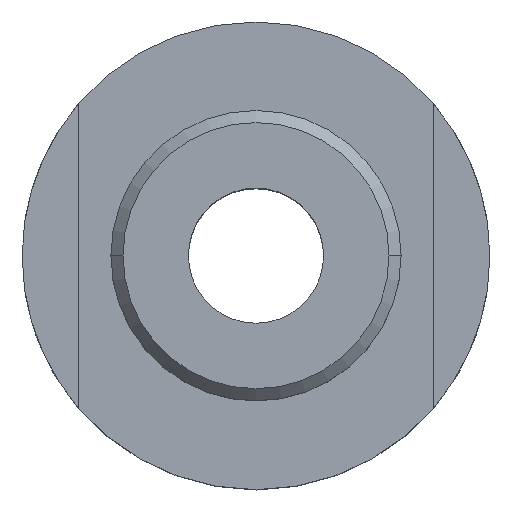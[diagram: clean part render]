
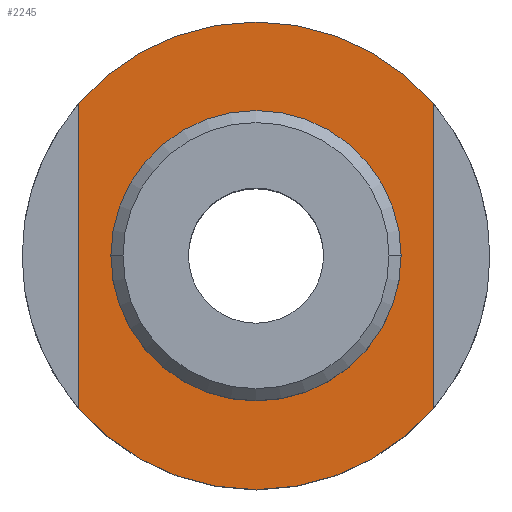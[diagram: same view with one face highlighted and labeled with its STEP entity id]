
A CAD part, top view. The second image highlights one B-rep face of the part: STEP entity #2245.
In plain terms, the highlighted planar face has unit normal (0, 0, 1).
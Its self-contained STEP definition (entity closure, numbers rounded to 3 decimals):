
#859=VERTEX_POINT('',#2486);
#915=VERTEX_POINT('',#2546);
#1001=EDGE_CURVE('',#915,#859,#2639,.T.);
#1029=VERTEX_POINT('',#2669);
#1097=EDGE_CURVE('',#859,#915,#2752,.T.);
#1211=EDGE_CURVE('',#1449,#1393,#2877,.T.);
#1393=VERTEX_POINT('',#3076);
#1449=VERTEX_POINT('',#3140);
#1451=EDGE_CURVE('',#1619,#1029,#3142,.T.);
#1619=VERTEX_POINT('',#3336);
#1911=EDGE_CURVE('',#1393,#1619,#3671,.T.);
#1999=EDGE_CURVE('',#1029,#1449,#3770,.T.);
#2245=ADVANCED_FACE('',(#4046,#4047),#4048,.T.);
#2486=CARTESIAN_POINT('',(-9.,0.,12.0));
#2546=CARTESIAN_POINT('',(9.,0.,12.0));
#2639=CIRCLE('',#4527,9.);
#2669=CARTESIAN_POINT('',(11.0,9.447,12.0));
#2752=CIRCLE('',#4668,9.);
#2877=LINE('',#4835,#4836);
#3076=CARTESIAN_POINT('',(-11.0,-9.447,12.0));
#3140=CARTESIAN_POINT('',(-11.0,9.447,12.0));
#3142=LINE('',#5173,#5174);
#3336=CARTESIAN_POINT('',(11.0,-9.447,12.0));
#3671=CIRCLE('',#5843,14.5);
#3770=CIRCLE('',#5968,14.5);
#4046=FACE_OUTER_BOUND('',#6319,.T.);
#4047=FACE_BOUND('',#6320,.T.);
#4048=PLANE('',#6321);
#4527=AXIS2_PLACEMENT_3D('',#6818,#6819,#6820);
#4668=AXIS2_PLACEMENT_3D('',#6990,#6991,#6992);
#4835=CARTESIAN_POINT('',(-11.0,-4.724,12.0));
#4836=VECTOR('',#7141,1.0);
#5173=CARTESIAN_POINT('',(11.0,4.724,12.0));
#5174=VECTOR('',#7471,1.0);
#5843=AXIS2_PLACEMENT_3D('',#8302,#8303,#8304);
#5968=AXIS2_PLACEMENT_3D('',#8448,#8449,#8450);
#6319=EDGE_LOOP('',(#8827,#8828,#8829,#8830));
#6320=EDGE_LOOP('',(#8831,#8832));
#6321=AXIS2_PLACEMENT_3D('',#8833,#8834,#8835);
#6818=CARTESIAN_POINT('',(0.0,0.,12.0));
#6819=DIRECTION('',(0.0,0.0,1.0));
#6820=DIRECTION('',(-1.0,0.,0.0));
#6990=CARTESIAN_POINT('',(0.0,0.,12.0));
#6991=DIRECTION('',(0.0,0.0,1.0));
#6992=DIRECTION('',(-1.0,0.,0.0));
#7141=DIRECTION('',(0.0,-1.0,0.0));
#7471=DIRECTION('',(0.0,1.0,0.0));
#8302=CARTESIAN_POINT('',(0.0,0.,12.0));
#8303=DIRECTION('',(0.0,0.0,1.0));
#8304=DIRECTION('',(-1.0,0.,0.0));
#8448=CARTESIAN_POINT('',(0.0,0.,12.0));
#8449=DIRECTION('',(0.0,0.0,1.0));
#8450=DIRECTION('',(-1.0,0.,0.0));
#8827=ORIENTED_EDGE('',*,*,#1211,.T.);
#8828=ORIENTED_EDGE('',*,*,#1911,.T.);
#8829=ORIENTED_EDGE('',*,*,#1451,.T.);
#8830=ORIENTED_EDGE('',*,*,#1999,.T.);
#8831=ORIENTED_EDGE('',*,*,#1097,.F.);
#8832=ORIENTED_EDGE('',*,*,#1001,.F.);
#8833=CARTESIAN_POINT('',(-11.75,0.,12.0));
#8834=DIRECTION('',(0.0,0.0,1.0));
#8835=DIRECTION('',(-1.0,0.,0.0));
